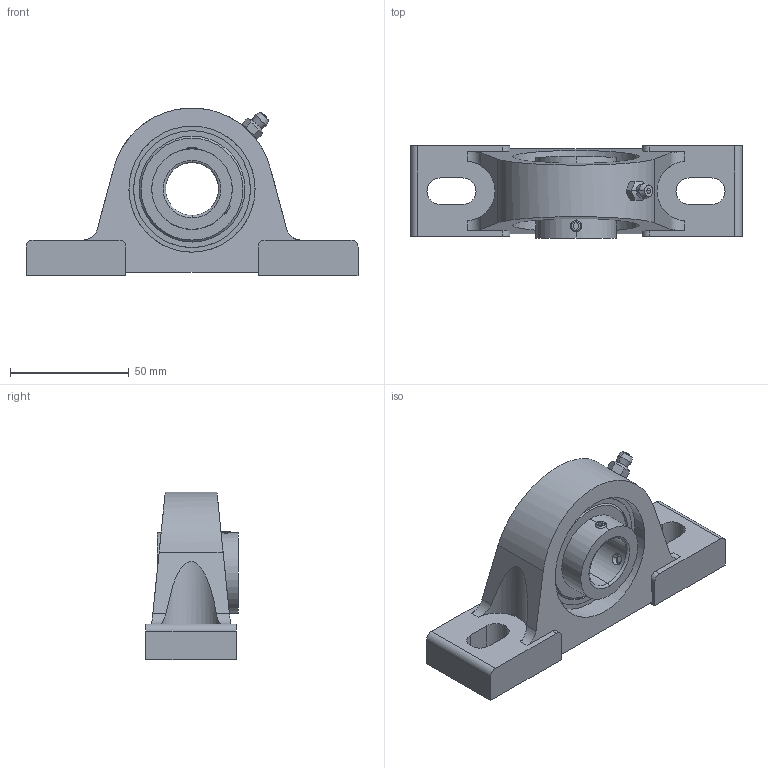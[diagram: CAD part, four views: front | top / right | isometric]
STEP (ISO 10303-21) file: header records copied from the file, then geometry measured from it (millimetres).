
FILE_DESCRIPTION(('starvars output'),'2;1');
FILE_NAME('cv20200506120425000006129.stp','12:04:26 2020/05/06',( 'Thomas Industrial Network Germany GmbH'),( 'Thomas Industrial Network Germany GmbH'),'unknown preprocess','ACIS' ,'unknown authorization');
FILE_SCHEMA(('AUTOMOTIVE_DESIGN_CC2 {UNKNOWN IMPLEMENTATION LEVEL}'));
Length unit declared in the file: millimetre
Products named in the file (2): PRODUCT_ID_1; PRODUCT_ID_2
Bounding box: 139.7 x 38.85 x 70.59 mm (x, y, z)
Volume: 133574.7 mm3; surface area: 44398.2 mm2
Topology: 2 solids, 2 shells, 222 faces, 693 edges, 438 vertices
Faces by surface type: plane 59, cylinder 55, torus 52, sphere 30, cone 26
Entity records: 9204 total; most frequent: CARTESIAN_POINT 2435, ORIENTED_EDGE 1284, DIRECTION 679, EDGE_CURVE 642, VERTEX_POINT 417, AXIS2_PLACEMENT_3D 253, EDGE_LOOP 249, FACE_BOUND 249
